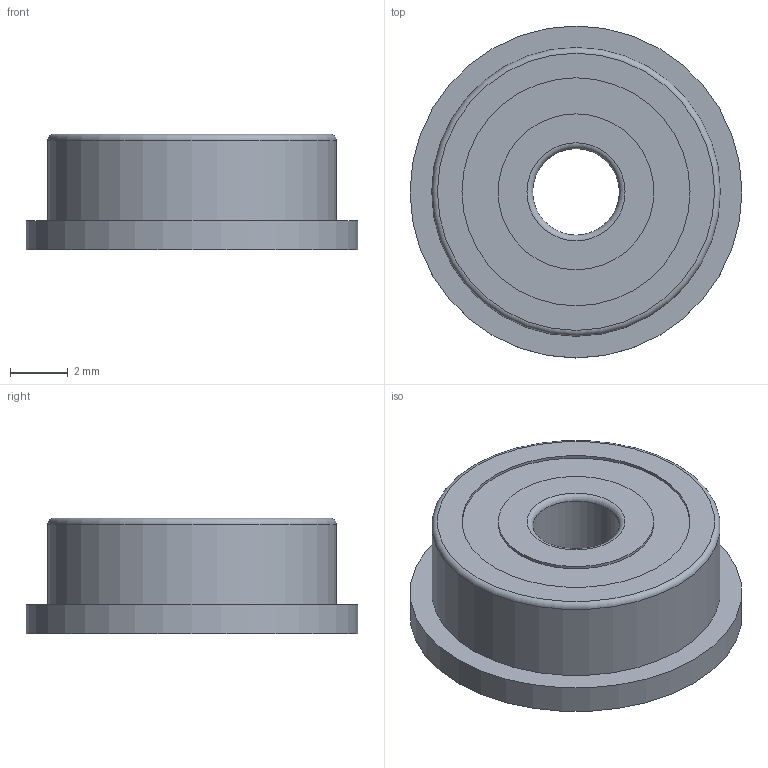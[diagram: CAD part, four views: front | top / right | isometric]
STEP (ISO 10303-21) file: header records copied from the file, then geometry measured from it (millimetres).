
FILE_DESCRIPTION(/* description */ (''),/* implementation_level */ '2;1');
FILE_NAME(/* name */ 'F623 Bearing_v3.step',/* time_stamp */ '2023-05-23T22:39:05-06:00',/* author */ (''),/* organization */ (''),/* preprocessor_version */ 'ST-DEVELOPER v19.2',/* originating_system */ 'Autodesk Translation Framework v12.4.0.73',/* authorisation */ '');
FILE_SCHEMA (('AUTOMOTIVE_DESIGN { 1 0 10303 214 3 1 1 }'));
Length unit declared in the file: millimetre
Products named in the file (1): F623 Bearing
Bounding box: 11.5 x 11.5 x 4 mm (x, y, z)
Volume: 305.6 mm3; surface area: 365.7 mm2
Topology: 1 solids, 1 shells, 17 faces, 29 edges, 19 vertices
Faces by surface type: cylinder 7, plane 7, torus 3
Full cylindrical faces by diameter (mm): 3 x1, 5.4 x2, 7.9 x2, 10 x1, 11.5 x1
Entity records: 470 total; most frequent: DIRECTION 87, CARTESIAN_POINT 66, ORIENTED_EDGE 58, AXIS2_PLACEMENT_3D 40, EDGE_CURVE 29, EDGE_LOOP 24, CIRCLE 22, VERTEX_POINT 19
